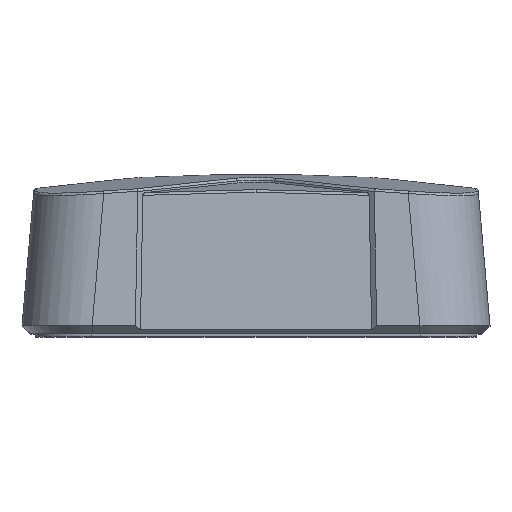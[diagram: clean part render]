
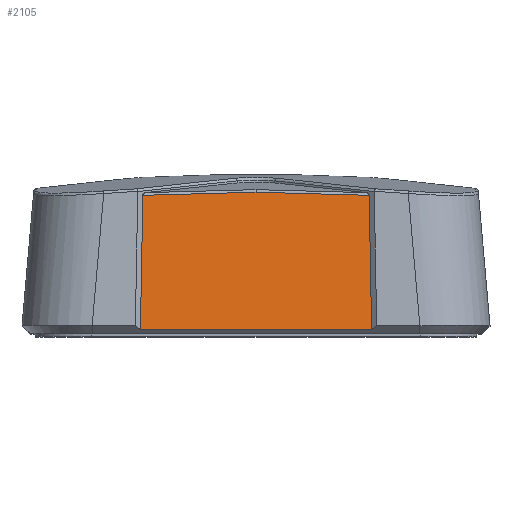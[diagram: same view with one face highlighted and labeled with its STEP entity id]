
A CAD part, top view. The second image highlights one B-rep face of the part: STEP entity #2105.
In plain terms, the highlighted planar face has unit normal (0, 0.087, 0.996).
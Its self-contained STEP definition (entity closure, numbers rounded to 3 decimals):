
#97 = CARTESIAN_POINT ( 'NONE',  ( -12.136, 9.958, 23.621 ) ) ;
#154 = CARTESIAN_POINT ( 'NONE',  ( -12.05, 14.73, 23.204 ) ) ;
#180 = ORIENTED_EDGE ( 'NONE', *, *, #7855, .F. ) ;
#209 = EDGE_CURVE ( 'NONE', #5544, #9901, #2581, .T. ) ;
#237 = ORIENTED_EDGE ( 'NONE', *, *, #209, .T. ) ;
#846 = CARTESIAN_POINT ( 'NONE',  ( 4.103, 0.413, 24.456 ) ) ;
#1119 = CARTESIAN_POINT ( 'NONE',  ( 12.309, 0.413, 24.456 ) ) ;
#1547 = CARTESIAN_POINT ( 'NONE',  ( -12.05, 14.73, 23.204 ) ) ;
#1710 = DIRECTION ( 'NONE',  ( 0., -0.087, -0.996 ) ) ;
#1733 = CARTESIAN_POINT ( 'NONE',  ( 12.05, 14.73, 23.204 ) ) ;
#1737 = CARTESIAN_POINT ( 'NONE',  ( -4.103, 0.413, 24.456 ) ) ;
#2105 = ADVANCED_FACE ( 'NONE', ( #5620 ), #5673, .F. ) ;
#2132 = CARTESIAN_POINT ( 'NONE',  ( 12.136, 9.958, 23.621 ) ) ;
#2182 = CARTESIAN_POINT ( 'NONE',  ( 12.05, 14.73, 23.204 ) ) ;
#2197 = B_SPLINE_CURVE_WITH_KNOTS ( 'NONE', 3,
 ( #9484, #4511, #4612, #8590 ),
 .UNSPECIFIED., .F., .F.,
 ( 4, 4 ),
 ( 0., 0.5 ),
 .UNSPECIFIED. ) ;
#2202 = CARTESIAN_POINT ( 'NONE',  ( 0., 15.059, 23.175 ) ) ;
#2581 = B_SPLINE_CURVE_WITH_KNOTS ( 'NONE', 3,
 ( #9523, #1737, #846, #3297 ),
 .UNSPECIFIED., .F., .F.,
 ( 4, 4 ),
 ( 0., 1. ),
 .UNSPECIFIED. ) ;
#3238 = CARTESIAN_POINT ( 'NONE',  ( 8.037, 14.949, 23.185 ) ) ;
#3269 = AXIS2_PLACEMENT_3D ( 'NONE', #8866, #1710, #7287 ) ;
#3297 = CARTESIAN_POINT ( 'NONE',  ( 12.309, 0.413, 24.456 ) ) ;
#3878 = CARTESIAN_POINT ( 'NONE',  ( -12.223, 5.186, 24.039 ) ) ;
#4162 = CARTESIAN_POINT ( 'NONE',  ( 4.019, 15.058, 23.175 ) ) ;
#4511 = CARTESIAN_POINT ( 'NONE',  ( -8.037, 14.949, 23.185 ) ) ;
#4612 = CARTESIAN_POINT ( 'NONE',  ( -4.019, 15.058, 23.175 ) ) ;
#4857 = B_SPLINE_CURVE_WITH_KNOTS ( 'NONE', 3,
 ( #5521, #3878, #97, #1547 ),
 .UNSPECIFIED., .F., .F.,
 ( 4, 4 ),
 ( 0., 1. ),
 .UNSPECIFIED. ) ;
#4868 = EDGE_CURVE ( 'NONE', #6393, #8588, #10045, .T. ) ;
#5378 = CARTESIAN_POINT ( 'NONE',  ( -12.309, 0.413, 24.456 ) ) ;
#5521 = CARTESIAN_POINT ( 'NONE',  ( -12.309, 0.413, 24.456 ) ) ;
#5544 = VERTEX_POINT ( 'NONE', #5378 ) ;
#5620 = FACE_OUTER_BOUND ( 'NONE', #8390, .T. ) ;
#5673 = PLANE ( 'NONE',  #3269 ) ;
#6029 = CARTESIAN_POINT ( 'NONE',  ( 12.309, 0.413, 24.456 ) ) ;
#6056 = EDGE_CURVE ( 'NONE', #7087, #6393, #2197, .T. ) ;
#6393 = VERTEX_POINT ( 'NONE', #2202 ) ;
#6927 = CARTESIAN_POINT ( 'NONE',  ( 12.05, 14.73, 23.204 ) ) ;
#7087 = VERTEX_POINT ( 'NONE', #154 ) ;
#7287 = DIRECTION ( 'NONE',  ( 0., -0.996, 0.087 ) ) ;
#7742 = EDGE_CURVE ( 'NONE', #8588, #9901, #9611, .T. ) ;
#7855 = EDGE_CURVE ( 'NONE', #5544, #7087, #4857, .T. ) ;
#8390 = EDGE_LOOP ( 'NONE', ( #9650, #180, #237, #9269, #8421 ) ) ;
#8421 = ORIENTED_EDGE ( 'NONE', *, *, #4868, .F. ) ;
#8588 = VERTEX_POINT ( 'NONE', #2182 ) ;
#8590 = CARTESIAN_POINT ( 'NONE',  ( 0., 15.059, 23.175 ) ) ;
#8866 = CARTESIAN_POINT ( 'NONE',  ( 12.933, -0.408, 24.528 ) ) ;
#9269 = ORIENTED_EDGE ( 'NONE', *, *, #7742, .F. ) ;
#9484 = CARTESIAN_POINT ( 'NONE',  ( -12.05, 14.73, 23.204 ) ) ;
#9523 = CARTESIAN_POINT ( 'NONE',  ( -12.309, 0.413, 24.456 ) ) ;
#9611 = B_SPLINE_CURVE_WITH_KNOTS ( 'NONE', 3,
 ( #6927, #2132, #10119, #6029 ),
 .UNSPECIFIED., .F., .F.,
 ( 4, 4 ),
 ( 0., 1. ),
 .UNSPECIFIED. ) ;
#9650 = ORIENTED_EDGE ( 'NONE', *, *, #6056, .F. ) ;
#9722 = CARTESIAN_POINT ( 'NONE',  ( 0., 15.059, 23.175 ) ) ;
#9901 = VERTEX_POINT ( 'NONE', #1119 ) ;
#10045 = B_SPLINE_CURVE_WITH_KNOTS ( 'NONE', 3,
 ( #9722, #4162, #3238, #1733 ),
 .UNSPECIFIED., .F., .F.,
 ( 4, 4 ),
 ( 0.5, 1. ),
 .UNSPECIFIED. ) ;
#10119 = CARTESIAN_POINT ( 'NONE',  ( 12.223, 5.186, 24.039 ) ) ;
